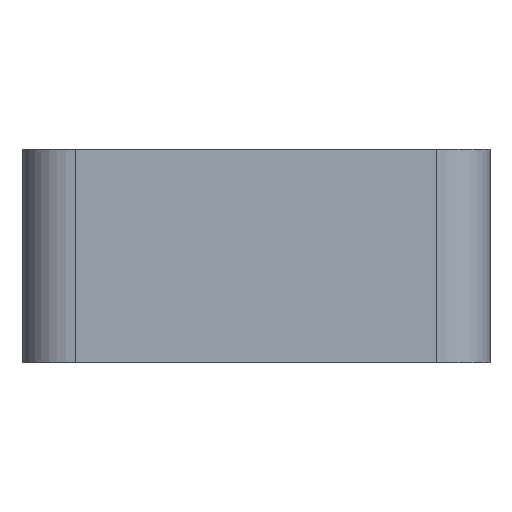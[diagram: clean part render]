
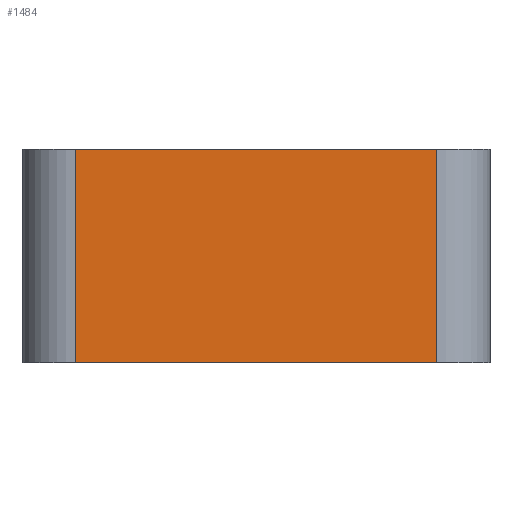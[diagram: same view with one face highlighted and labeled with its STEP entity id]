
A CAD part, front view. The second image highlights one B-rep face of the part: STEP entity #1484.
In plain terms, the highlighted planar face has unit normal (0, -1, 0).
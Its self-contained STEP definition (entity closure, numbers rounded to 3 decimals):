
#1464=AXIS2_PLACEMENT_3D('Plane Axis2P3D',#1461,#1462,#1463) ;
#516=CARTESIAN_POINT('Vertex',(-13.5,-15.,16.)) ;
#519=CARTESIAN_POINT('Line Origine',(0.,-15.,16.)) ;
#523=CARTESIAN_POINT('Vertex',(13.5,-15.,16.)) ;
#1446=CARTESIAN_POINT('Vertex',(-13.5,-15.,0.)) ;
#1449=CARTESIAN_POINT('Line Origine',(-13.5,-15.,4.)) ;
#1461=CARTESIAN_POINT('Axis2P3D Location',(-17.5,-15.,0.)) ;
#1466=CARTESIAN_POINT('Line Origine',(0.,-15.,0.)) ;
#1470=CARTESIAN_POINT('Vertex',(13.5,-15.,0.)) ;
#1473=CARTESIAN_POINT('Line Origine',(13.5,-15.,8.)) ;
#520=DIRECTION('Vector Direction',(1.,0.,0.)) ;
#1450=DIRECTION('Vector Direction',(0.,0.,1.)) ;
#1462=DIRECTION('Axis2P3D Direction',(0.,-1.,0.)) ;
#1463=DIRECTION('Axis2P3D XDirection',(1.,0.,0.)) ;
#1467=DIRECTION('Vector Direction',(1.,0.,0.)) ;
#1474=DIRECTION('Vector Direction',(0.,0.,1.)) ;
#521=VECTOR('Line Direction',#520,1.) ;
#1451=VECTOR('Line Direction',#1450,1.) ;
#1468=VECTOR('Line Direction',#1467,1.) ;
#1475=VECTOR('Line Direction',#1474,1.) ;
#1479=ORIENTED_EDGE('',*,*,#1453,.T.) ;
#1480=ORIENTED_EDGE('',*,*,#1472,.T.) ;
#1481=ORIENTED_EDGE('',*,*,#1477,.F.) ;
#1482=ORIENTED_EDGE('',*,*,#525,.F.) ;
#1484=ADVANCED_FACE('PartBody',(#1483),#1465,.T.) ;
#525=EDGE_CURVE('',#517,#524,#522,.T.) ;
#1453=EDGE_CURVE('',#517,#1447,#1452,.F.) ;
#1472=EDGE_CURVE('',#1447,#1471,#1469,.T.) ;
#1477=EDGE_CURVE('',#524,#1471,#1476,.F.) ;
#1478=EDGE_LOOP('',(#1479,#1480,#1481,#1482)) ;
#1483=FACE_OUTER_BOUND('',#1478,.T.) ;
#522=LINE('Line',#519,#521) ;
#1452=LINE('Line',#1449,#1451) ;
#1469=LINE('Line',#1466,#1468) ;
#1476=LINE('Line',#1473,#1475) ;
#1465=PLANE('',#1464) ;
#517=VERTEX_POINT('',#516) ;
#524=VERTEX_POINT('',#523) ;
#1447=VERTEX_POINT('',#1446) ;
#1471=VERTEX_POINT('',#1470) ;
